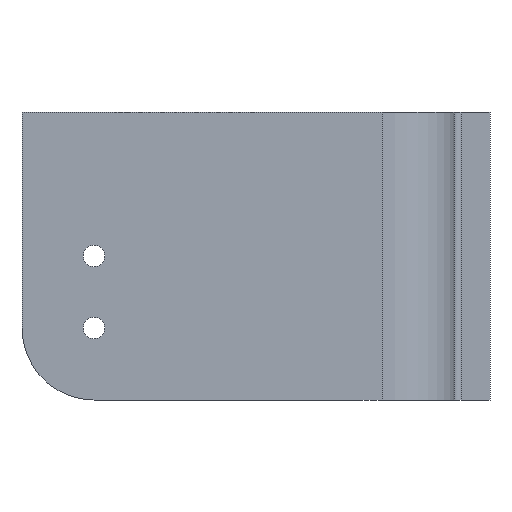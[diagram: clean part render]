
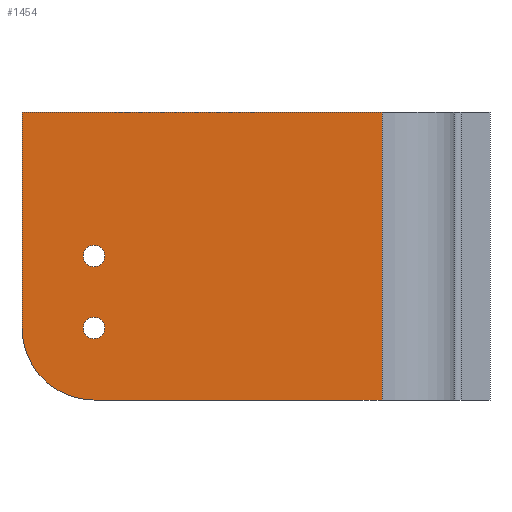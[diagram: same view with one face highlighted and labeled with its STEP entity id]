
A CAD part, left-side view. The second image highlights one B-rep face of the part: STEP entity #1454.
In plain terms, the highlighted planar face has unit normal (-1, 0, 0).
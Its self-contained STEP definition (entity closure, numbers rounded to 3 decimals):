
#24 = VERTEX_POINT ( 'NONE', #278 ) ;
#47 = DIRECTION ( 'NONE',  ( 0., 0., 1. ) ) ;
#66 = ORIENTED_EDGE ( 'NONE', *, *, #1549, .F. ) ;
#91 = AXIS2_PLACEMENT_3D ( 'NONE', #1513, #1389, #1134 ) ;
#94 = CARTESIAN_POINT ( 'NONE',  ( 0., 50., -18.5 ) ) ;
#100 = EDGE_CURVE ( 'NONE', #700, #416, #779, .T. ) ;
#112 = FACE_OUTER_BOUND ( 'NONE', #1060, .T. ) ;
#143 = AXIS2_PLACEMENT_3D ( 'NONE', #994, #732, #497 ) ;
#165 = VECTOR ( 'NONE', #1529, 1000. ) ;
#181 = DIRECTION ( 'NONE',  ( 0., 0., 1. ) ) ;
#198 = EDGE_LOOP ( 'NONE', ( #1184, #1447 ) ) ;
#220 = AXIS2_PLACEMENT_3D ( 'NONE', #1603, #1055, #181 ) ;
#278 = CARTESIAN_POINT ( 'NONE',  ( 0., 10., 0. ) ) ;
#279 = EDGE_CURVE ( 'NONE', #911, #1277, #509, .T. ) ;
#302 = ORIENTED_EDGE ( 'NONE', *, *, #100, .T. ) ;
#306 = CIRCLE ( 'NONE', #1458, 1.5 ) ;
#317 = ORIENTED_EDGE ( 'NONE', *, *, #773, .F. ) ;
#355 = CIRCLE ( 'NONE', #91, 1.5 ) ;
#357 = CARTESIAN_POINT ( 'NONE',  ( 0., 60., 0. ) ) ;
#383 = CARTESIAN_POINT ( 'NONE',  ( 0., 50., -28.5 ) ) ;
#404 = CIRCLE ( 'NONE', #640, 10. ) ;
#416 = VERTEX_POINT ( 'NONE', #447 ) ;
#434 = EDGE_CURVE ( 'NONE', #1199, #700, #404, .T. ) ;
#437 = ORIENTED_EDGE ( 'NONE', *, *, #938, .T. ) ;
#447 = CARTESIAN_POINT ( 'NONE',  ( 0., 10., -40. ) ) ;
#497 = DIRECTION ( 'NONE',  ( 0., 0., -1. ) ) ;
#509 = CIRCLE ( 'NONE', #854, 1.5 ) ;
#524 = VERTEX_POINT ( 'NONE', #1229 ) ;
#534 = DIRECTION ( 'NONE',  ( -1., 0., 0. ) ) ;
#550 = DIRECTION ( 'NONE',  ( 0., 0., 1. ) ) ;
#562 = CARTESIAN_POINT ( 'NONE',  ( 0., 60., 0. ) ) ;
#603 = CARTESIAN_POINT ( 'NONE',  ( 0., 50., -21.5 ) ) ;
#614 = ORIENTED_EDGE ( 'NONE', *, *, #1423, .F. ) ;
#635 = VERTEX_POINT ( 'NONE', #383 ) ;
#640 = AXIS2_PLACEMENT_3D ( 'NONE', #844, #1382, #1610 ) ;
#660 = LINE ( 'NONE', #1051, #1261 ) ;
#700 = VERTEX_POINT ( 'NONE', #1120 ) ;
#732 = DIRECTION ( 'NONE',  ( 1., 0., 0. ) ) ;
#773 = EDGE_CURVE ( 'NONE', #1251, #24, #660, .T. ) ;
#779 = LINE ( 'NONE', #1010, #826 ) ;
#793 = PLANE ( 'NONE',  #143 ) ;
#811 = ORIENTED_EDGE ( 'NONE', *, *, #1291, .F. ) ;
#820 = CARTESIAN_POINT ( 'NONE',  ( 0., 50., -20. ) ) ;
#826 = VECTOR ( 'NONE', #1162, 1000. ) ;
#844 = CARTESIAN_POINT ( 'NONE',  ( 0., 50., -30. ) ) ;
#854 = AXIS2_PLACEMENT_3D ( 'NONE', #820, #534, #47 ) ;
#886 = FACE_BOUND ( 'NONE', #1187, .T. ) ;
#911 = VERTEX_POINT ( 'NONE', #603 ) ;
#935 = CIRCLE ( 'NONE', #220, 1.5 ) ;
#938 = EDGE_CURVE ( 'NONE', #416, #24, #1386, .T. ) ;
#994 = CARTESIAN_POINT ( 'NONE',  ( 0., 10., 0. ) ) ;
#1010 = CARTESIAN_POINT ( 'NONE',  ( 0., 10., -40. ) ) ;
#1032 = ORIENTED_EDGE ( 'NONE', *, *, #434, .T. ) ;
#1046 = DIRECTION ( 'NONE',  ( 0., -1., 0. ) ) ;
#1051 = CARTESIAN_POINT ( 'NONE',  ( 0., 10., 0. ) ) ;
#1055 = DIRECTION ( 'NONE',  ( -1., 0., 0. ) ) ;
#1060 = EDGE_LOOP ( 'NONE', ( #302, #437, #317, #811, #1032 ) ) ;
#1077 = CARTESIAN_POINT ( 'NONE',  ( 0., 50., -20. ) ) ;
#1120 = CARTESIAN_POINT ( 'NONE',  ( 0., 50., -40. ) ) ;
#1134 = DIRECTION ( 'NONE',  ( 0., 0., 1. ) ) ;
#1162 = DIRECTION ( 'NONE',  ( 0., -1., 0. ) ) ;
#1184 = ORIENTED_EDGE ( 'NONE', *, *, #1660, .F. ) ;
#1187 = EDGE_LOOP ( 'NONE', ( #66, #614 ) ) ;
#1190 = DIRECTION ( 'NONE',  ( -1., 0., 0. ) ) ;
#1196 = CARTESIAN_POINT ( 'NONE',  ( 0., 60., -30. ) ) ;
#1199 = VERTEX_POINT ( 'NONE', #1196 ) ;
#1229 = CARTESIAN_POINT ( 'NONE',  ( 0., 50., -31.5 ) ) ;
#1251 = VERTEX_POINT ( 'NONE', #562 ) ;
#1261 = VECTOR ( 'NONE', #1046, 1000. ) ;
#1277 = VERTEX_POINT ( 'NONE', #94 ) ;
#1291 = EDGE_CURVE ( 'NONE', #1199, #1251, #1623, .T. ) ;
#1382 = DIRECTION ( 'NONE',  ( -1., 0., 0. ) ) ;
#1384 = DIRECTION ( 'NONE',  ( 0., 0., 1. ) ) ;
#1386 = LINE ( 'NONE', #1646, #165 ) ;
#1389 = DIRECTION ( 'NONE',  ( -1., 0., 0. ) ) ;
#1404 = FACE_BOUND ( 'NONE', #198, .T. ) ;
#1423 = EDGE_CURVE ( 'NONE', #524, #635, #355, .T. ) ;
#1447 = ORIENTED_EDGE ( 'NONE', *, *, #279, .F. ) ;
#1454 = ADVANCED_FACE ( 'NONE', ( #886, #1404, #112 ), #793, .F. ) ;
#1458 = AXIS2_PLACEMENT_3D ( 'NONE', #1077, #1190, #550 ) ;
#1507 = VECTOR ( 'NONE', #1384, 1000. ) ;
#1513 = CARTESIAN_POINT ( 'NONE',  ( 0., 50., -30. ) ) ;
#1529 = DIRECTION ( 'NONE',  ( 0., 0., 1. ) ) ;
#1549 = EDGE_CURVE ( 'NONE', #635, #524, #935, .T. ) ;
#1603 = CARTESIAN_POINT ( 'NONE',  ( 0., 50., -30. ) ) ;
#1610 = DIRECTION ( 'NONE',  ( 0., 0., -1. ) ) ;
#1623 = LINE ( 'NONE', #357, #1507 ) ;
#1646 = CARTESIAN_POINT ( 'NONE',  ( 0., 10., 0. ) ) ;
#1660 = EDGE_CURVE ( 'NONE', #1277, #911, #306, .T. ) ;
